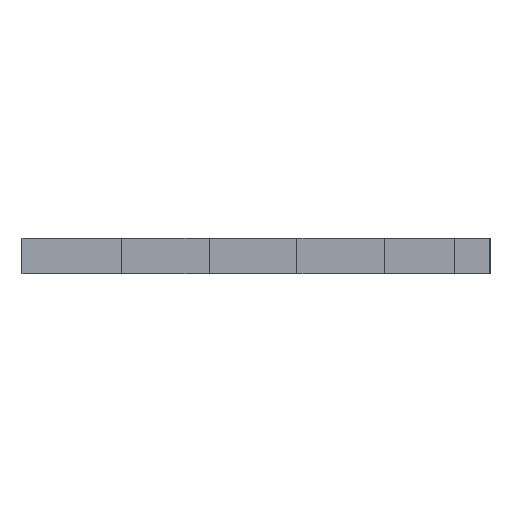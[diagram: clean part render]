
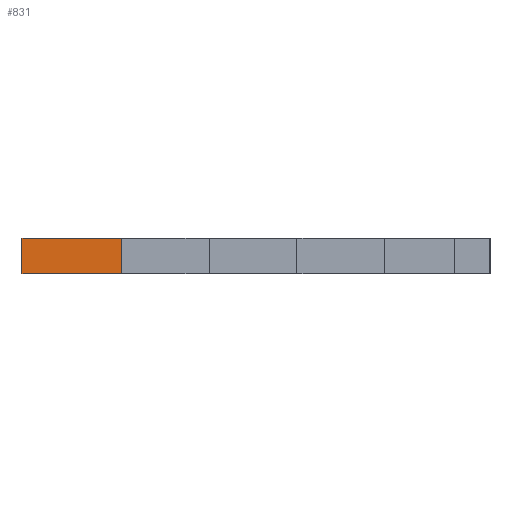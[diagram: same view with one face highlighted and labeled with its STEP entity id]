
A CAD part, left-side view. The second image highlights one B-rep face of the part: STEP entity #831.
In plain terms, the highlighted planar face has unit normal (-1, 0, 0).
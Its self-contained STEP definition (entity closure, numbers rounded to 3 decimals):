
#779=CARTESIAN_POINT('Vertex',(6.,80.,0.)) ;
#782=CARTESIAN_POINT('Line Origine',(6.,80.,3.)) ;
#786=CARTESIAN_POINT('Vertex',(6.,80.,6.)) ;
#801=CARTESIAN_POINT('Axis2P3D Location',(6.,63.,0.)) ;
#806=CARTESIAN_POINT('Line Origine',(6.,71.5,0.)) ;
#810=CARTESIAN_POINT('Vertex',(6.,63.,0.)) ;
#813=CARTESIAN_POINT('Line Origine',(6.,63.,3.)) ;
#817=CARTESIAN_POINT('Vertex',(6.,63.,6.)) ;
#820=CARTESIAN_POINT('Line Origine',(6.,71.5,6.)) ;
#784=VECTOR('Line Direction',#783,1.) ;
#808=VECTOR('Line Direction',#807,1.) ;
#815=VECTOR('Line Direction',#814,1.) ;
#822=VECTOR('Line Direction',#821,1.) ;
#783=DIRECTION('Vector Direction',(0.,0.,1.)) ;
#802=DIRECTION('Axis2P3D Direction',(1.,0.,0.)) ;
#803=DIRECTION('Axis2P3D XDirection',(0.,1.,0.)) ;
#807=DIRECTION('Vector Direction',(0.,1.,0.)) ;
#814=DIRECTION('Vector Direction',(0.,0.,1.)) ;
#821=DIRECTION('Vector Direction',(0.,1.,0.)) ;
#804=AXIS2_PLACEMENT_3D('Plane Axis2P3D',#801,#802,#803) ;
#785=LINE('Line',#782,#784) ;
#809=LINE('Line',#806,#808) ;
#816=LINE('Line',#813,#815) ;
#823=LINE('Line',#820,#822) ;
#805=PLANE('',#804) ;
#788=EDGE_CURVE('',#780,#787,#785,.T.) ;
#812=EDGE_CURVE('',#780,#811,#809,.F.) ;
#819=EDGE_CURVE('',#811,#818,#816,.T.) ;
#824=EDGE_CURVE('',#787,#818,#823,.F.) ;
#826=ORIENTED_EDGE('',*,*,#788,.F.) ;
#827=ORIENTED_EDGE('',*,*,#812,.T.) ;
#828=ORIENTED_EDGE('',*,*,#819,.T.) ;
#829=ORIENTED_EDGE('',*,*,#824,.F.) ;
#825=EDGE_LOOP('',(#826,#827,#828,#829)) ;
#780=VERTEX_POINT('',#779) ;
#787=VERTEX_POINT('',#786) ;
#811=VERTEX_POINT('',#810) ;
#818=VERTEX_POINT('',#817) ;
#831=ADVANCED_FACE('PartBody',(#830),#805,.F.) ;
#830=FACE_OUTER_BOUND('',#825,.T.) ;
